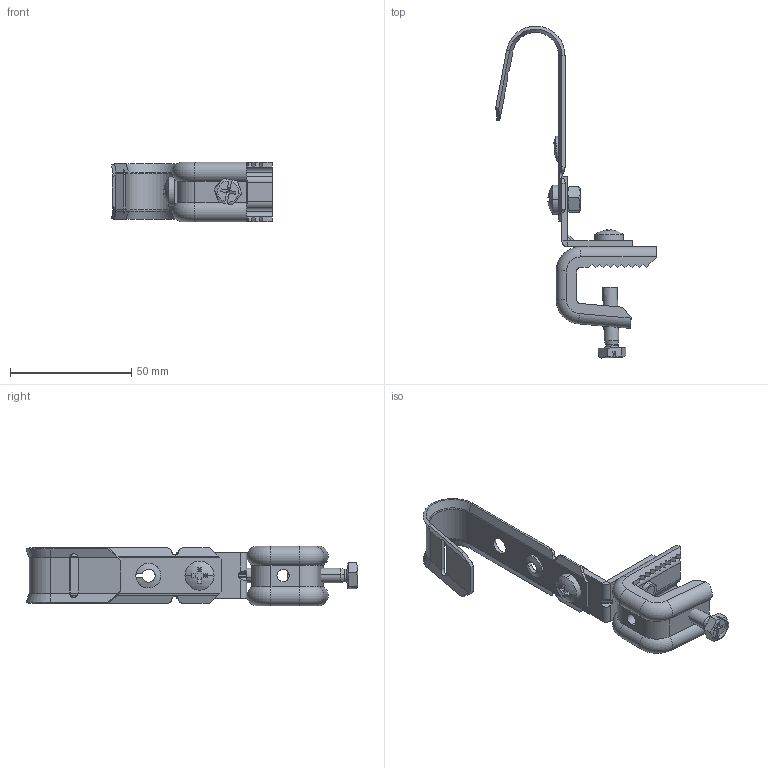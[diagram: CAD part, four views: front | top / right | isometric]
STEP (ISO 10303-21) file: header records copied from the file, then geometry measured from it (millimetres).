
FILE_DESCRIPTION (( 'STEP AP203' ), '1' );
FILE_NAME ('WJH12ACPBC.STEP', '2024-03-27T01:15:33', ( '' ), ( '' ), 'SwSTEP 2.0', 'SolidWorks 2021', '' );
FILE_SCHEMA (( 'CONFIG_CONTROL_DESIGN' ));
Length unit declared in the file: millimetre
Products named in the file (7): hex nuts, style 1-grades ab gb_GB_FASTENER_NUT_SNAB1 M6-N; cross recessed pan head screws gb_GB_CROSS_SCREWS_TYPE1 M6X8-8  H type-N; WJH12ACPBC; ZQJH12-0001; 1.4-20 葩磁羞_GB_FASTENER_BOLT_CRHHI M6X25-N; PBC; ZAB14
Assembly tree (7 placements, depth 2):
  WJH12ACPBC
    ZAB14
    PBC
    1.4-20 葩磁羞_GB_FASTENER_BOLT_CRHHI M6X25-N
    ZQJH12-0001
    cross recessed pan head screws gb_GB_CROSS_SCREWS_TYPE1 M6X8-8  H type-N  x2
    hex nuts, style 1-grades ab gb_GB_FASTENER_NUT_SNAB1 M6-N
Bounding box: 66.34 x 136.99 x 24.6 mm (x, y, z)
Volume: 14492.6 mm3; surface area: 17396.6 mm2
Topology: 7 solids, 7 shells, 324 faces, 826 edges, 520 vertices
Faces by surface type: plane 179, cylinder 98, cone 19, torus 16, bspline 8, sphere 4
Entity records: 10254 total; most frequent: CARTESIAN_POINT 2345, ORIENTED_EDGE 1520, DIRECTION 1469, EDGE_CURVE 760, AXIS2_PLACEMENT_3D 500, VERTEX_POINT 476, VECTOR 469, LINE 469
